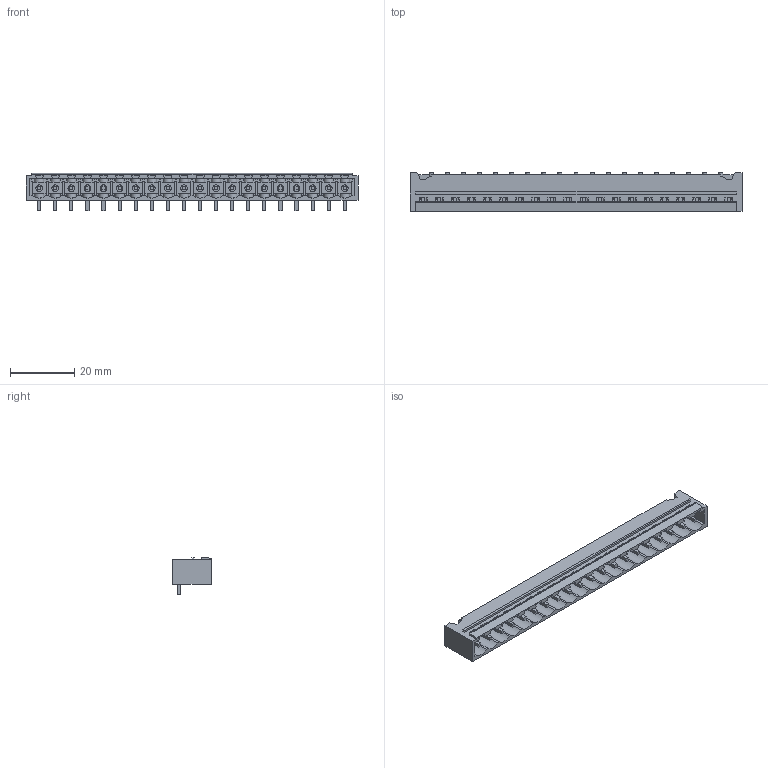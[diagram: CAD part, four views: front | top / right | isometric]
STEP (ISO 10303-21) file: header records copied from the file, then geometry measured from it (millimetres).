
FILE_DESCRIPTION(('CATIA V5 STEP Exchange','CAx-IF Rec.Pracs.--- Model Styling and Organization---1.2---2011-12-15'),'2;1');
FILE_NAME ('7592401_2_1840300000_1840300000.stp','2018-03-08T11:11:28+00:00',('none'),('Weidmueller'),'CATIA Version 5-6 Release 2014','CATIA V5 STEP AP214','none');
FILE_SCHEMA(('AUTOMOTIVE_DESIGN { 1 0 10303 214 1 1 1 1 }'));
Length unit declared in the file: millimetre
Products named in the file (1): 1840300000
Bounding box: 103.2 x 12 x 11.63 mm (x, y, z)
Volume: 3712.7 mm3; surface area: 9121.4 mm2
Topology: 21 solids, 21 shells, 1595 faces, 4897 edges, 3306 vertices
Faces by surface type: plane 1301, cylinder 258, extrusion 36
Entity records: 50327 total; most frequent: CARTESIAN_POINT 10266, ORIENTED_EDGE 9794, DIRECTION 6065, EDGE_CURVE 4897, VECTOR 3963, LINE 3927, VERTEX_POINT 3306, EDGE_LOOP 1637
